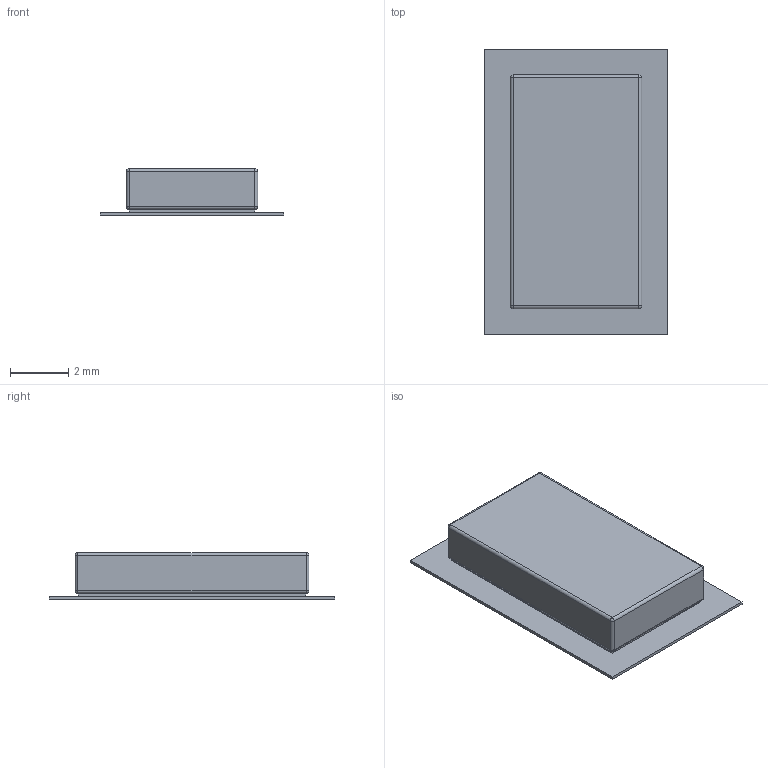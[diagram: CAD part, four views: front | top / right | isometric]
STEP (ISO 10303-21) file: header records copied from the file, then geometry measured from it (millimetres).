
FILE_DESCRIPTION(/* description */ (''),/* implementation_level */ '2;1');
FILE_NAME(/* name */ 'PD6 CounterWeight v9.step',/* time_stamp */ '2023-06-26T20:15:38-04:00',/* author */ (''),/* organization */ (''),/* preprocessor_version */ 'ST-DEVELOPER v19.2',/* originating_system */ 'Autodesk Translation Framework v12.6.0.85',/* authorisation */ '');
FILE_SCHEMA (('AUTOMOTIVE_DESIGN { 1 0 10303 214 3 1 1 }'));
Length unit declared in the file: millimetre
Products named in the file (4): PD6 CounterWeight; Counter Weight; Sticky Tape; Tape
Assembly tree (3 placements, depth 2):
  PD6 CounterWeight
    Counter Weight
    Sticky Tape
    Tape
Bounding box: 6.29 x 9.77 x 1.6 mm (x, y, z)
Volume: 59.8 mm3; surface area: 299.8 mm2
Topology: 3 solids, 3 shells, 38 faces, 72 edges, 40 vertices
Faces by surface type: plane 18, cylinder 12, sphere 8
Entity records: 1059 total; most frequent: DIRECTION 186, CARTESIAN_POINT 157, ORIENTED_EDGE 144, EDGE_CURVE 72, AXIS2_PLACEMENT_3D 69, LINE 48, VECTOR 48, VERTEX_POINT 40
